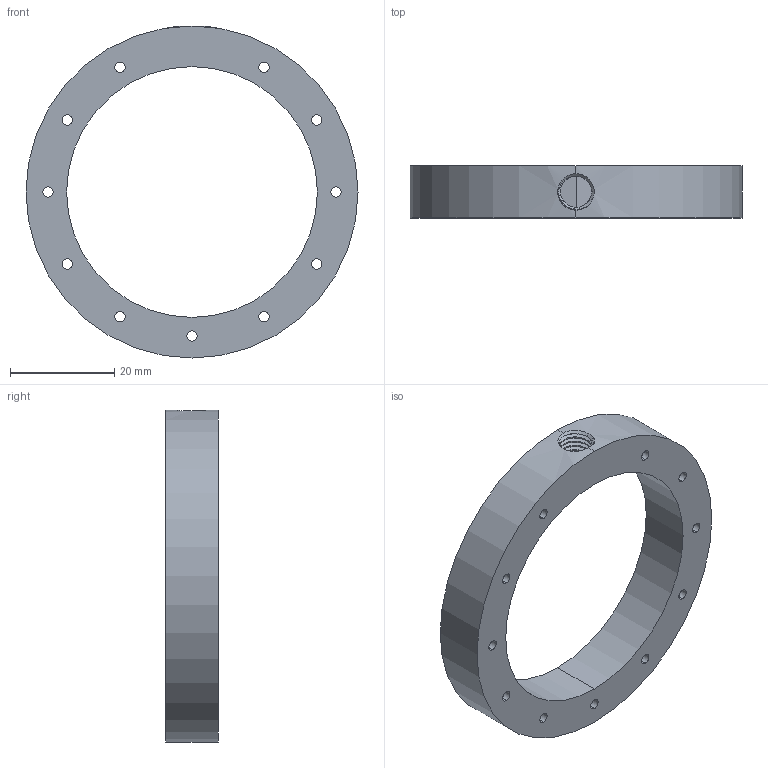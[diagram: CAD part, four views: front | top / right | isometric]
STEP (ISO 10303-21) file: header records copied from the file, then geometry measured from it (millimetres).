
FILE_DESCRIPTION (( 'STEP AP214' ), '1' );
FILE_NAME ('Áóëüáóëÿòîð, âàðèàíò 3.STEP', '2022-05-20T12:35:52', ( '' ), ( '' ), 'SwSTEP 2.0', 'SolidWorks 2021', '' );
FILE_SCHEMA (( 'AUTOMOTIVE_DESIGN' ));
Length unit declared in the file: millimetre
Products named in the file (1): Áóëüáóëÿòîð, âàðèàíò 3
Bounding box: 63.8 x 10 x 63.8 mm (x, y, z)
Volume: 4190 mm3; surface area: 13163.5 mm2
Topology: 1 solids, 1 shells, 294 faces, 870 edges, 579 vertices
Faces by surface type: cylinder 282, bspline 6, plane 6
Entity records: 13677 total; most frequent: CARTESIAN_POINT 4830, DIRECTION 1949, ORIENTED_EDGE 1740, EDGE_CURVE 870, AXIS2_PLACEMENT_3D 830, VERTEX_POINT 579, EDGE_LOOP 559, CIRCLE 541
